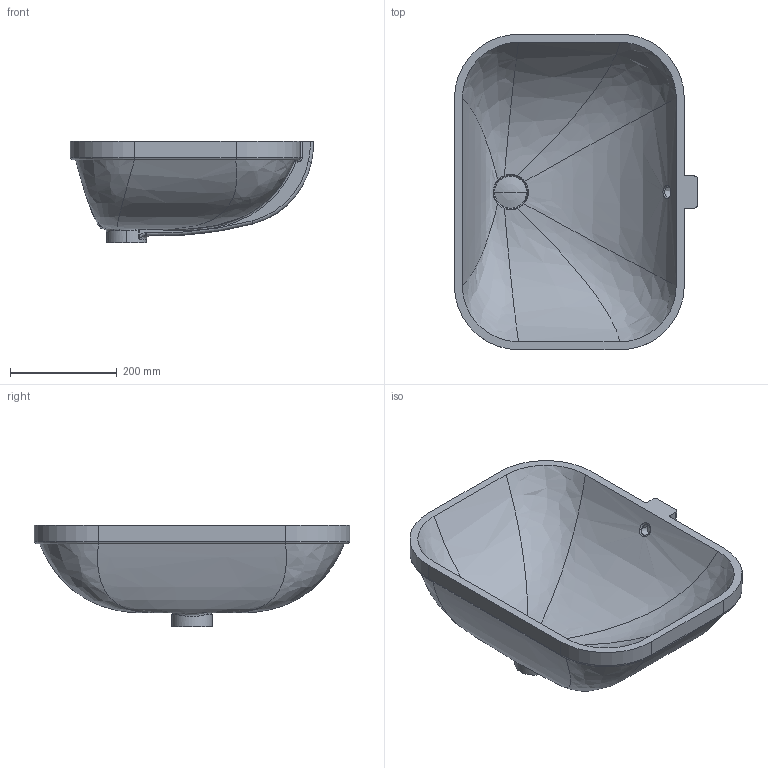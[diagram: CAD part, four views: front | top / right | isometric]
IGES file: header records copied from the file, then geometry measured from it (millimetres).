
Global section: file name: No Iges File Name specified; native system: Autodesk Inventor 2011; preprocessor: AutoDesk Inventor Iges Exporter R2011; author: Administrator; date: 20120110.102304; units: millimetre
Bounding box: 455.03 x 590.03 x 190 mm (x, y, z)
Volume: 10283001.6 mm3; surface area: 786300 mm2
Topology: 3 solids, 3 shells, 131 faces, 326 edges, 199 vertices
Faces by surface type: bspline 41, cylinder 28, plane 26, torus 18, revolution 16, cone 2
